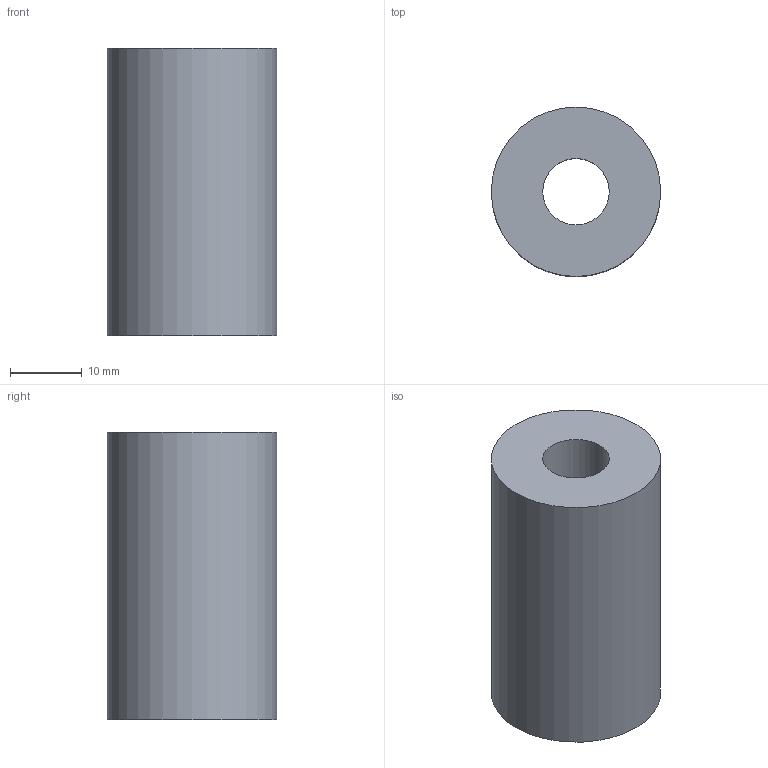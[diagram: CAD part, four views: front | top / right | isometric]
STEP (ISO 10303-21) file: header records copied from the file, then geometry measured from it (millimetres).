
FILE_DESCRIPTION(/* description */ (''),/* implementation_level */ '2;1');
FILE_NAME(/* name */ '20mm M12 thread tap holder.step',/* time_stamp */ '2025-07-15T13:24:15+01:00',/* author */ (''),/* organization */ (''),/* preprocessor_version */ 'ST-DEVELOPER v20.1',/* originating_system */ 'Autodesk Translation Framework v14.10.0.0',/* authorisation */ '');
FILE_SCHEMA (('AUTOMOTIVE_DESIGN { 1 0 10303 214 3 1 1 }'));
Length unit declared in the file: millimetre
Products named in the file (1): 20mm thread tap holder
Bounding box: 23.6 x 23.6 x 40 mm (x, y, z)
Volume: 6867 mm3; surface area: 5964.5 mm2
Topology: 1 solids, 1 shells, 18 faces, 45 edges, 30 vertices
Faces by surface type: plane 13, cylinder 5
Full cylindrical faces by diameter (mm): 9.25 x1, 20.5 x1, 23.6 x1
Entity records: 584 total; most frequent: DIRECTION 101, CARTESIAN_POINT 94, ORIENTED_EDGE 90, EDGE_CURVE 45, AXIS2_PLACEMENT_3D 37, VERTEX_POINT 30, LINE 27, VECTOR 27
